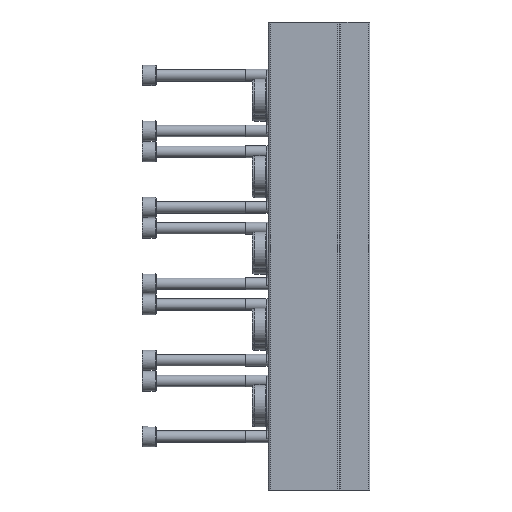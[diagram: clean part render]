
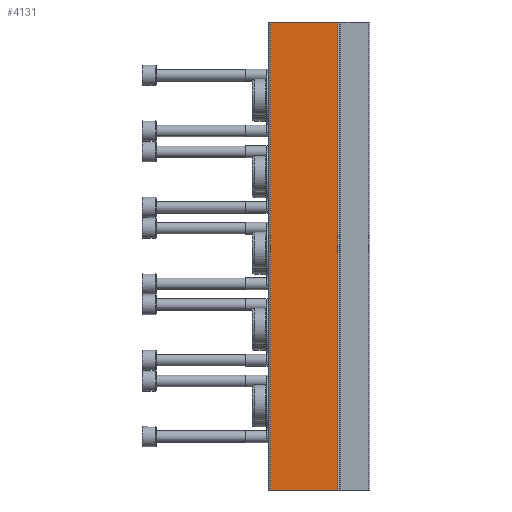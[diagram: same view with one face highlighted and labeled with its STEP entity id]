
A CAD part, left-side view. The second image highlights one B-rep face of the part: STEP entity #4131.
In plain terms, the highlighted planar face has unit normal (-1, 0, 0).
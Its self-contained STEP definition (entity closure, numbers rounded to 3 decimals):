
#171=PLANE('',#4453);
#284=LINE('',#6565,#564);
#285=LINE('',#6567,#565);
#286=LINE('',#6569,#566);
#287=LINE('',#6571,#567);
#564=VECTOR('',#5000,1000.);
#565=VECTOR('',#5003,1000.);
#566=VECTOR('',#5004,1000.);
#567=VECTOR('',#5005,1000.);
#1112=ORIENTED_EDGE('',*,*,#2218,.F.);
#1113=ORIENTED_EDGE('',*,*,#2217,.F.);
#1114=ORIENTED_EDGE('',*,*,#2219,.T.);
#1115=ORIENTED_EDGE('',*,*,#2220,.T.);
#2217=EDGE_CURVE('',#2770,#2768,#284,.T.);
#2218=EDGE_CURVE('',#2768,#2771,#285,.T.);
#2219=EDGE_CURVE('',#2770,#2772,#286,.T.);
#2220=EDGE_CURVE('',#2772,#2771,#287,.T.);
#2768=VERTEX_POINT('',#6560);
#2770=VERTEX_POINT('',#6564);
#2771=VERTEX_POINT('',#6568);
#2772=VERTEX_POINT('',#6570);
#3208=EDGE_LOOP('',(#1112,#1113,#1114,#1115));
#3622=FACE_BOUND('',#3208,.T.);
#4131=ADVANCED_FACE('',(#3622),#171,.T.);
#4453=AXIS2_PLACEMENT_3D('',#6566,#5001,#5002);
#5000=DIRECTION('',(0.,0.,1.));
#5001=DIRECTION('',(-1.,0.,0.));
#5002=DIRECTION('',(0.,0.,1.));
#5003=DIRECTION('',(0.,-1.,0.));
#5004=DIRECTION('',(0.,-1.,0.));
#5005=DIRECTION('',(0.,0.,1.));
#6560=CARTESIAN_POINT('',(-47.,41.5,0.));
#6564=CARTESIAN_POINT('',(-47.,41.5,-196.));
#6565=CARTESIAN_POINT('',(-47.,41.5,-196.));
#6566=CARTESIAN_POINT('',(-47.,41.5,-196.));
#6567=CARTESIAN_POINT('',(-47.,41.5,0.));
#6568=CARTESIAN_POINT('',(-47.,13.377,0.));
#6569=CARTESIAN_POINT('',(-47.,41.5,-196.));
#6570=CARTESIAN_POINT('',(-47.,13.377,-196.));
#6571=CARTESIAN_POINT('',(-47.,13.377,-196.));
